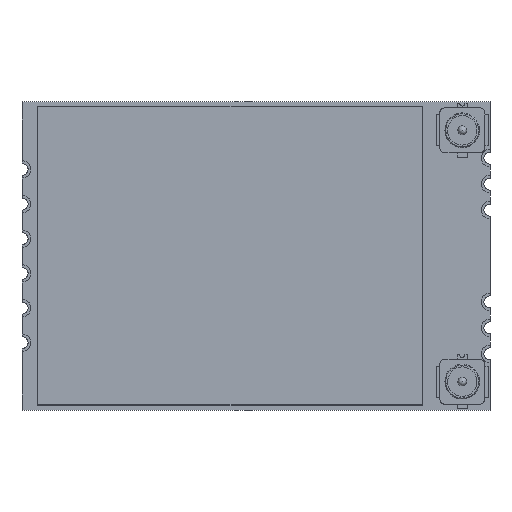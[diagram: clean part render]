
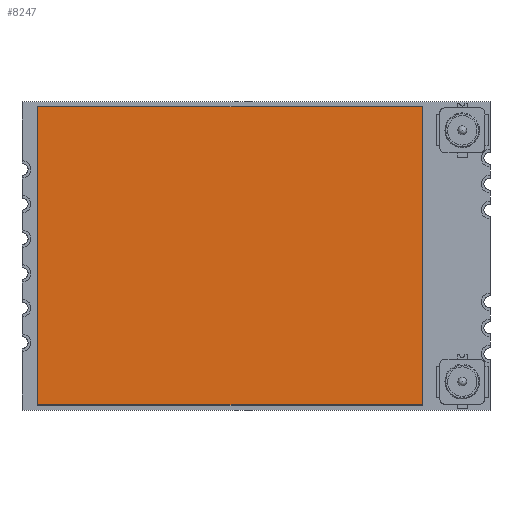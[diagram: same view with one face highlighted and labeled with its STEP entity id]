
A CAD part, top view. The second image highlights one B-rep face of the part: STEP entity #8247.
In plain terms, the highlighted free-form (B-spline) face has degree [1, 1] with [2, 2] control points.
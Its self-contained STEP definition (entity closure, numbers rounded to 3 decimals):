
#8130 = VERTEX_POINT('',#8131);
#8131 = CARTESIAN_POINT('',(-11.935,8.146,
    3.486));
#8136 = EDGE_CURVE('',#8130,#8137,#8139,.T.);
#8137 = VERTEX_POINT('',#8138);
#8138 = CARTESIAN_POINT('',(9.093,8.146,3.486
    ));
#8139 = B_SPLINE_CURVE_WITH_KNOTS('',1,(#8140,#8141),.UNSPECIFIED.,.F.,
  .F.,(2,2),(0.,22.2),.PIECEWISE_BEZIER_KNOTS.);
#8140 = CARTESIAN_POINT('',(-11.935,8.146,
    3.486));
#8141 = CARTESIAN_POINT('',(9.093,8.146,3.486
    ));
#8164 = EDGE_CURVE('',#8137,#8165,#8167,.T.);
#8165 = VERTEX_POINT('',#8166);
#8166 = CARTESIAN_POINT('',(9.093,-8.146,
    3.486));
#8167 = B_SPLINE_CURVE_WITH_KNOTS('',1,(#8168,#8169),.UNSPECIFIED.,.F.,
  .F.,(2,2),(0.,17.2),.PIECEWISE_BEZIER_KNOTS.);
#8168 = CARTESIAN_POINT('',(9.093,8.146,3.486
    ));
#8169 = CARTESIAN_POINT('',(9.093,-8.146,
    3.486));
#8192 = EDGE_CURVE('',#8165,#8193,#8195,.T.);
#8193 = VERTEX_POINT('',#8194);
#8194 = CARTESIAN_POINT('',(-11.935,-8.146,
    3.486));
#8195 = B_SPLINE_CURVE_WITH_KNOTS('',1,(#8196,#8197),.UNSPECIFIED.,.F.,
  .F.,(2,2),(0.,22.2),.PIECEWISE_BEZIER_KNOTS.);
#8196 = CARTESIAN_POINT('',(9.093,-8.146,
    3.486));
#8197 = CARTESIAN_POINT('',(-11.935,-8.146,
    3.486));
#8220 = EDGE_CURVE('',#8193,#8130,#8221,.T.);
#8221 = B_SPLINE_CURVE_WITH_KNOTS('',1,(#8222,#8223),.UNSPECIFIED.,.F.,
  .F.,(2,2),(0.,17.2),.PIECEWISE_BEZIER_KNOTS.);
#8222 = CARTESIAN_POINT('',(-11.935,-8.146,
    3.486));
#8223 = CARTESIAN_POINT('',(-11.935,8.146,
    3.486));
#8247 = ADVANCED_FACE('',(#8248),#8254,.T.);
#8248 = FACE_BOUND('',#8249,.F.);
#8249 = EDGE_LOOP('',(#8250,#8251,#8252,#8253));
#8250 = ORIENTED_EDGE('',*,*,#8136,.T.);
#8251 = ORIENTED_EDGE('',*,*,#8164,.T.);
#8252 = ORIENTED_EDGE('',*,*,#8192,.T.);
#8253 = ORIENTED_EDGE('',*,*,#8220,.T.);
#8254 = B_SPLINE_SURFACE_WITH_KNOTS('',1,1,(
    (#8255,#8256)
    ,(#8257,#8258
    )),.UNSPECIFIED.,.F.,.F.,.F.,(2,2),(2,2),(-11.1,11.1),(-8.6,8.6),
  .PIECEWISE_BEZIER_KNOTS.);
#8255 = CARTESIAN_POINT('',(-11.935,-8.146,
    3.486));
#8256 = CARTESIAN_POINT('',(-11.935,8.146,
    3.486));
#8257 = CARTESIAN_POINT('',(9.093,-8.146,
    3.486));
#8258 = CARTESIAN_POINT('',(9.093,8.146,3.486
    ));
